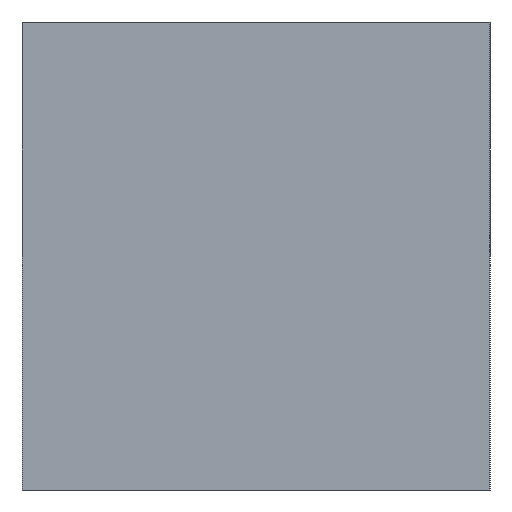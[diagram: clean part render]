
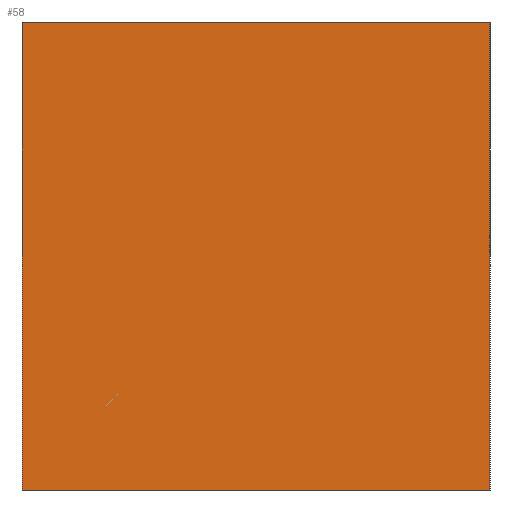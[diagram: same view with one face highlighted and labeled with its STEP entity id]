
A CAD part, left-side view. The second image highlights one B-rep face of the part: STEP entity #58.
In plain terms, the highlighted planar face has unit normal (-1, 0, 0).
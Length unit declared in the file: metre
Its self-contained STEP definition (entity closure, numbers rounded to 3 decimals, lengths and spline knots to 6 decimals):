
#58 = ADVANCED_FACE( 'Face appearance 2', ( #116 ), #117, .T. );
#116 = FACE_OUTER_BOUND( '', #173, .T. );
#117 = PLANE( '', #174 );
#173 = EDGE_LOOP( '', ( #269, #270, #271, #272 ) );
#174 = AXIS2_PLACEMENT_3D( '', #273, #274, #275 );
#269 = ORIENTED_EDGE( '', *, *, #371, .T. );
#270 = ORIENTED_EDGE( '', *, *, #372, .T. );
#271 = ORIENTED_EDGE( '', *, *, #357, .T. );
#272 = ORIENTED_EDGE( '', *, *, #340, .T. );
#273 = CARTESIAN_POINT( '', ( -0.00105, 0., 0.000625 ) );
#274 = DIRECTION( '', ( -1., 0., 0. ) );
#275 = DIRECTION( '', ( 0., -1., 0. ) );
#340 = EDGE_CURVE( '', #399, #397, #400, .T. );
#357 = EDGE_CURVE( '', #426, #399, #427, .T. );
#371 = EDGE_CURVE( '', #397, #445, #446, .T. );
#372 = EDGE_CURVE( '', #445, #426, #447, .T. );
#397 = VERTEX_POINT( '', #478 );
#399 = VERTEX_POINT( '', #481 );
#400 = LINE( '', #482, #483 );
#426 = VERTEX_POINT( '', #521 );
#427 = LINE( '', #522, #523 );
#445 = VERTEX_POINT( '', #550 );
#446 = LINE( '', #551, #552 );
#447 = LINE( '', #553, #554 );
#478 = CARTESIAN_POINT( '', ( -0.00105, 0.000635, -0.00001 ) );
#481 = CARTESIAN_POINT( '', ( -0.00105, 0.000635, 0.00126 ) );
#482 = CARTESIAN_POINT( '', ( -0.00105, 0.000635, 0.000625 ) );
#483 = VECTOR( '', #578, 1. );
#521 = CARTESIAN_POINT( '', ( -0.00105, -0.000635, 0.00126 ) );
#522 = CARTESIAN_POINT( '', ( -0.00105, 0., 0.00126 ) );
#523 = VECTOR( '', #591, 1. );
#550 = CARTESIAN_POINT( '', ( -0.00105, -0.000635, -0.00001 ) );
#551 = CARTESIAN_POINT( '', ( -0.00105, 0., -0.00001 ) );
#552 = VECTOR( '', #601, 1. );
#553 = CARTESIAN_POINT( '', ( -0.00105, -0.000635, 0.000625 ) );
#554 = VECTOR( '', #602, 1. );
#578 = DIRECTION( '', ( 0., 0., -1. ) );
#591 = DIRECTION( '', ( 0., 1., 0. ) );
#601 = DIRECTION( '', ( 0., -1., 0. ) );
#602 = DIRECTION( '', ( 0., 0., 1. ) );
